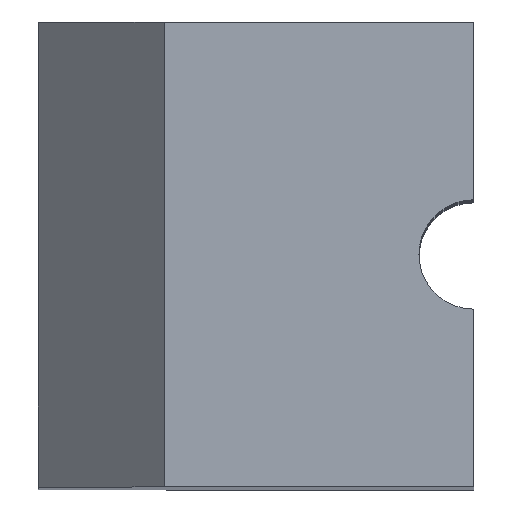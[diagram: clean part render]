
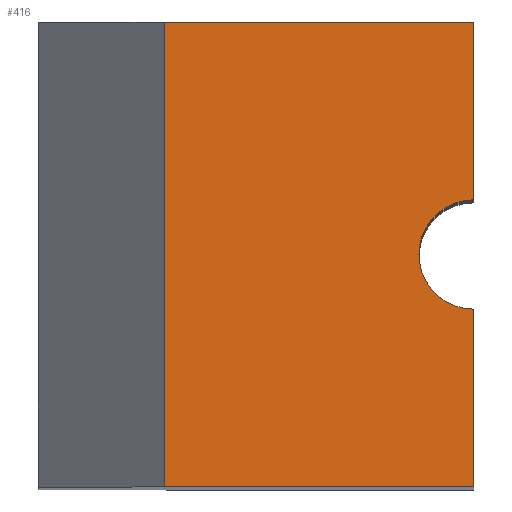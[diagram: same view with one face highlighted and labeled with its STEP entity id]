
A CAD part, top view. The second image highlights one B-rep face of the part: STEP entity #416.
In plain terms, the highlighted planar face has unit normal (0, 0, 1).
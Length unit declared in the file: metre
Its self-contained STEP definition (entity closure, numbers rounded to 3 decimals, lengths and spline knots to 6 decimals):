
#16=CIRCLE('',#451,0.001);
#71=ORIENTED_EDGE('',*,*,#186,.F.);
#72=ORIENTED_EDGE('',*,*,#144,.T.);
#73=ORIENTED_EDGE('',*,*,#187,.F.);
#74=ORIENTED_EDGE('',*,*,#177,.F.);
#75=ORIENTED_EDGE('',*,*,#188,.T.);
#76=ORIENTED_EDGE('',*,*,#166,.T.);
#144=EDGE_CURVE('',#205,#204,#244,.T.);
#166=EDGE_CURVE('',#227,#225,#266,.T.);
#177=EDGE_CURVE('',#237,#238,#277,.T.);
#186=EDGE_CURVE('',#205,#225,#16,.T.);
#187=EDGE_CURVE('',#238,#204,#285,.T.);
#188=EDGE_CURVE('',#237,#227,#286,.T.);
#204=VERTEX_POINT('',#585);
#205=VERTEX_POINT('',#587);
#225=VERTEX_POINT('',#630);
#227=VERTEX_POINT('',#633);
#237=VERTEX_POINT('',#655);
#238=VERTEX_POINT('',#656);
#244=LINE('',#586,#298);
#266=LINE('',#632,#320);
#277=LINE('',#654,#331);
#285=LINE('',#671,#339);
#286=LINE('',#672,#340);
#298=VECTOR('',#476,1.);
#320=VECTOR('',#502,1.);
#331=VECTOR('',#515,1.);
#339=VECTOR('',#533,1.);
#340=VECTOR('',#534,1.);
#357=EDGE_LOOP('',(#71,#72,#73,#74,#75,#76));
#379=FACE_BOUND('',#357,.T.);
#399=PLANE('',#450);
#416=ADVANCED_FACE('',(#379),#399,.T.);
#450=AXIS2_PLACEMENT_3D('',#669,#529,#530);
#451=AXIS2_PLACEMENT_3D('',#670,#531,#532);
#476=DIRECTION('',(0.,1.,0.));
#502=DIRECTION('',(0.,1.,0.));
#515=DIRECTION('',(0.,1.,0.));
#529=DIRECTION('',(0.,0.,1.));
#530=DIRECTION('',(1.,0.,0.));
#531=DIRECTION('',(0.,0.,1.));
#532=DIRECTION('',(1.,0.,0.));
#533=DIRECTION('',(1.,0.,0.));
#534=DIRECTION('',(1.,0.,0.));
#585=CARTESIAN_POINT('',(-0.026,-0.00214,0.0025));
#586=CARTESIAN_POINT('',(-0.026,-0.01064,0.0025));
#587=CARTESIAN_POINT('',(-0.026,-0.00539,0.0025));
#630=CARTESIAN_POINT('',(-0.026,-0.00739,0.0025));
#632=CARTESIAN_POINT('',(-0.026,-0.01064,0.0025));
#633=CARTESIAN_POINT('',(-0.026,-0.01064,0.0025));
#654=CARTESIAN_POINT('',(-0.031657,-0.01064,0.0025));
#655=CARTESIAN_POINT('',(-0.031657,-0.01064,0.0025));
#656=CARTESIAN_POINT('',(-0.031657,-0.00214,0.0025));
#669=CARTESIAN_POINT('',(-0.028828,-0.01064,0.0025));
#670=CARTESIAN_POINT('',(-0.026,-0.00639,0.0025));
#671=CARTESIAN_POINT('',(-0.028828,-0.00214,0.0025));
#672=CARTESIAN_POINT('',(-0.028828,-0.01064,0.0025));
